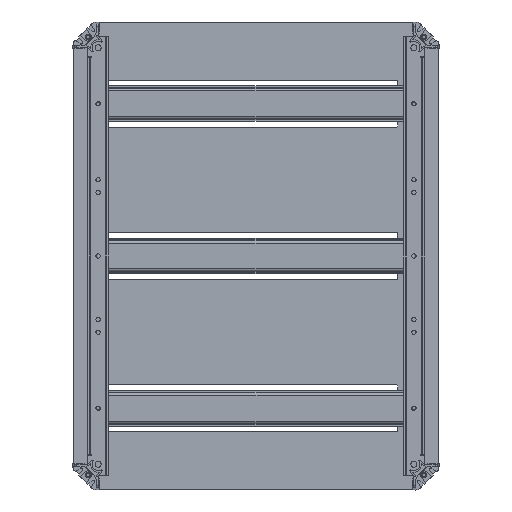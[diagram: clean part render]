
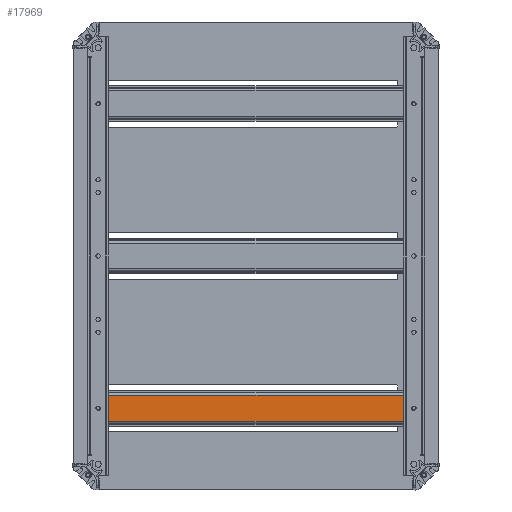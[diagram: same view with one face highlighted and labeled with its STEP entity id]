
A CAD part, front view. The second image highlights one B-rep face of the part: STEP entity #17969.
In plain terms, the highlighted planar face has unit normal (0, -1, 0).
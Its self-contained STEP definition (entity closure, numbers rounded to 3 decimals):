
#4 = DIRECTION ( 'NONE',  ( 0., 0., -1. ) ) ;
#46 = VERTEX_POINT ( 'NONE', #9748 ) ;
#287 = DIRECTION ( 'NONE',  ( 0., 0., 1. ) ) ;
#336 = AXIS2_PLACEMENT_3D ( 'NONE', #14505, #14767, #287 ) ;
#855 = VECTOR ( 'NONE', #25890, 1000. ) ;
#1943 = CARTESIAN_POINT ( 'NONE',  ( -2.25, -1.5, -155. ) ) ;
#2055 = ORIENTED_EDGE ( 'NONE', *, *, #11516, .F. ) ;
#2082 = VERTEX_POINT ( 'NONE', #11802 ) ;
#2690 = EDGE_LOOP ( 'NONE', ( #8159, #16928, #15997, #20895, #26619, #21818, #2055, #25726, #14820, #25701, #6884, #10513, #10878 ) ) ;
#2881 = CARTESIAN_POINT ( 'NONE',  ( -2.25, -1.5, 160. ) ) ;
#3235 = LINE ( 'NONE', #13306, #14823 ) ;
#3406 = VERTEX_POINT ( 'NONE', #24186 ) ;
#3422 = CIRCLE ( 'NONE', #336, 2.25 ) ;
#3512 = VERTEX_POINT ( 'NONE', #20710 ) ;
#3914 = VECTOR ( 'NONE', #7516, 1000. ) ;
#4211 = CARTESIAN_POINT ( 'NONE',  ( -2.25, -1.5, 155. ) ) ;
#5305 = EDGE_CURVE ( 'NONE', #46, #3512, #3235, .T. ) ;
#5938 = VECTOR ( 'NONE', #25310, 1000. ) ;
#6101 = LINE ( 'NONE', #1943, #8292 ) ;
#6126 = DIRECTION ( 'NONE',  ( 0., 1., 0. ) ) ;
#6307 = EDGE_CURVE ( 'NONE', #16415, #7353, #3422, .T. ) ;
#6550 = AXIS2_PLACEMENT_3D ( 'NONE', #19713, #9244, #7178 ) ;
#6637 = PLANE ( 'NONE',  #11303 ) ;
#6717 = EDGE_CURVE ( 'NONE', #3406, #2082, #6101, .T. ) ;
#6884 = ORIENTED_EDGE ( 'NONE', *, *, #22523, .F. ) ;
#7048 = CARTESIAN_POINT ( 'NONE',  ( 0., -1.5, -152.75 ) ) ;
#7178 = DIRECTION ( 'NONE',  ( 0., 0., 1. ) ) ;
#7353 = VERTEX_POINT ( 'NONE', #10459 ) ;
#7516 = DIRECTION ( 'NONE',  ( 0., 0., -1. ) ) ;
#7673 = DIRECTION ( 'NONE',  ( 0., 0., 1. ) ) ;
#8070 = CARTESIAN_POINT ( 'NONE',  ( 2.25, -1.5, -155. ) ) ;
#8159 = ORIENTED_EDGE ( 'NONE', *, *, #23334, .T. ) ;
#8292 = VECTOR ( 'NONE', #4, 1000. ) ;
#8492 = LINE ( 'NONE', #20756, #5938 ) ;
#9025 = CARTESIAN_POINT ( 'NONE',  ( -12.7, -1.5, 160. ) ) ;
#9050 = CARTESIAN_POINT ( 'NONE',  ( 13.5, -1.5, -160. ) ) ;
#9244 = DIRECTION ( 'NONE',  ( 0., 1., 0. ) ) ;
#9470 = VERTEX_POINT ( 'NONE', #14658 ) ;
#9748 = CARTESIAN_POINT ( 'NONE',  ( 12.7, -1.5, 160. ) ) ;
#10083 = LINE ( 'NONE', #12151, #26640 ) ;
#10459 = CARTESIAN_POINT ( 'NONE',  ( -2.25, -1.5, 155. ) ) ;
#10513 = ORIENTED_EDGE ( 'NONE', *, *, #15079, .F. ) ;
#10878 = ORIENTED_EDGE ( 'NONE', *, *, #6717, .F. ) ;
#11116 = LINE ( 'NONE', #9050, #855 ) ;
#11303 = AXIS2_PLACEMENT_3D ( 'NONE', #14233, #6126, #20715 ) ;
#11516 = EDGE_CURVE ( 'NONE', #16415, #3512, #8492, .T. ) ;
#11802 = CARTESIAN_POINT ( 'NONE',  ( -2.25, -1.5, -160. ) ) ;
#12151 = CARTESIAN_POINT ( 'NONE',  ( 13.5, -1.5, -160. ) ) ;
#12354 = CARTESIAN_POINT ( 'NONE',  ( 2.25, -1.5, 155. ) ) ;
#12409 = LINE ( 'NONE', #14050, #13122 ) ;
#12410 = VERTEX_POINT ( 'NONE', #8070 ) ;
#12850 = VERTEX_POINT ( 'NONE', #20984 ) ;
#13122 = VECTOR ( 'NONE', #24825, 1000. ) ;
#13150 = LINE ( 'NONE', #15080, #13535 ) ;
#13306 = CARTESIAN_POINT ( 'NONE',  ( 13.5, -1.5, 160. ) ) ;
#13535 = VECTOR ( 'NONE', #21281, 1000. ) ;
#14050 = CARTESIAN_POINT ( 'NONE',  ( 13.5, -1.5, 160. ) ) ;
#14115 = CARTESIAN_POINT ( 'NONE',  ( 12.7, -1.5, 160. ) ) ;
#14233 = CARTESIAN_POINT ( 'NONE',  ( 13.5, -1.5, 160. ) ) ;
#14420 = VECTOR ( 'NONE', #17006, 1000. ) ;
#14505 = CARTESIAN_POINT ( 'NONE',  ( 0., -1.5, 155. ) ) ;
#14658 = CARTESIAN_POINT ( 'NONE',  ( -12.7, -1.5, -160. ) ) ;
#14767 = DIRECTION ( 'NONE',  ( 0., 1., 0. ) ) ;
#14820 = ORIENTED_EDGE ( 'NONE', *, *, #17704, .F. ) ;
#14823 = VECTOR ( 'NONE', #21708, 1000. ) ;
#15079 = EDGE_CURVE ( 'NONE', #2082, #9470, #10083, .T. ) ;
#15080 = CARTESIAN_POINT ( 'NONE',  ( 2.25, -1.5, -160. ) ) ;
#15997 = ORIENTED_EDGE ( 'NONE', *, *, #22460, .F. ) ;
#16165 = LINE ( 'NONE', #14115, #3914 ) ;
#16415 = VERTEX_POINT ( 'NONE', #12354 ) ;
#16556 = VECTOR ( 'NONE', #20475, 1000. ) ;
#16928 = ORIENTED_EDGE ( 'NONE', *, *, #19056, .T. ) ;
#17006 = DIRECTION ( 'NONE',  ( 0., 0., 1. ) ) ;
#17201 = VERTEX_POINT ( 'NONE', #2881 ) ;
#17443 = CARTESIAN_POINT ( 'NONE',  ( 2.25, -1.5, -160. ) ) ;
#17704 = EDGE_CURVE ( 'NONE', #17201, #7353, #25047, .T. ) ;
#17902 = CIRCLE ( 'NONE', #21414, 2.25 ) ;
#17954 = CIRCLE ( 'NONE', #6550, 2.25 ) ;
#17969 = ADVANCED_FACE ( 'NONE', ( #20443 ), #6637, .F. ) ;
#18154 = VERTEX_POINT ( 'NONE', #24127 ) ;
#19056 = EDGE_CURVE ( 'NONE', #23300, #12410, #17902, .T. ) ;
#19713 = CARTESIAN_POINT ( 'NONE',  ( 0., -1.5, -155. ) ) ;
#20443 = FACE_OUTER_BOUND ( 'NONE', #2690, .T. ) ;
#20475 = DIRECTION ( 'NONE',  ( 0., 0., -1. ) ) ;
#20546 = DIRECTION ( 'NONE',  ( -1., 0., 0. ) ) ;
#20710 = CARTESIAN_POINT ( 'NONE',  ( 2.25, -1.5, 160. ) ) ;
#20715 = DIRECTION ( 'NONE',  ( 0., 0., 1. ) ) ;
#20756 = CARTESIAN_POINT ( 'NONE',  ( 2.25, -1.5, 160. ) ) ;
#20876 = EDGE_CURVE ( 'NONE', #46, #12850, #16165, .T. ) ;
#20895 = ORIENTED_EDGE ( 'NONE', *, *, #25150, .F. ) ;
#20928 = EDGE_CURVE ( 'NONE', #17201, #18154, #12409, .T. ) ;
#20984 = CARTESIAN_POINT ( 'NONE',  ( 12.7, -1.5, -160. ) ) ;
#21281 = DIRECTION ( 'NONE',  ( 0., 0., 1. ) ) ;
#21414 = AXIS2_PLACEMENT_3D ( 'NONE', #22540, #26554, #7673 ) ;
#21708 = DIRECTION ( 'NONE',  ( -1., 0., 0. ) ) ;
#21818 = ORIENTED_EDGE ( 'NONE', *, *, #5305, .T. ) ;
#22460 = EDGE_CURVE ( 'NONE', #25030, #12410, #13150, .T. ) ;
#22523 = EDGE_CURVE ( 'NONE', #9470, #18154, #25306, .T. ) ;
#22540 = CARTESIAN_POINT ( 'NONE',  ( 0., -1.5, -155. ) ) ;
#23300 = VERTEX_POINT ( 'NONE', #7048 ) ;
#23334 = EDGE_CURVE ( 'NONE', #3406, #23300, #17954, .T. ) ;
#24127 = CARTESIAN_POINT ( 'NONE',  ( -12.7, -1.5, 160. ) ) ;
#24186 = CARTESIAN_POINT ( 'NONE',  ( -2.25, -1.5, -155. ) ) ;
#24825 = DIRECTION ( 'NONE',  ( -1., 0., 0. ) ) ;
#25030 = VERTEX_POINT ( 'NONE', #17443 ) ;
#25047 = LINE ( 'NONE', #4211, #16556 ) ;
#25150 = EDGE_CURVE ( 'NONE', #12850, #25030, #11116, .T. ) ;
#25306 = LINE ( 'NONE', #9025, #14420 ) ;
#25310 = DIRECTION ( 'NONE',  ( 0., 0., 1. ) ) ;
#25701 = ORIENTED_EDGE ( 'NONE', *, *, #20928, .T. ) ;
#25726 = ORIENTED_EDGE ( 'NONE', *, *, #6307, .T. ) ;
#25890 = DIRECTION ( 'NONE',  ( -1., 0., 0. ) ) ;
#26554 = DIRECTION ( 'NONE',  ( 0., 1., 0. ) ) ;
#26619 = ORIENTED_EDGE ( 'NONE', *, *, #20876, .F. ) ;
#26640 = VECTOR ( 'NONE', #20546, 1000. ) ;
